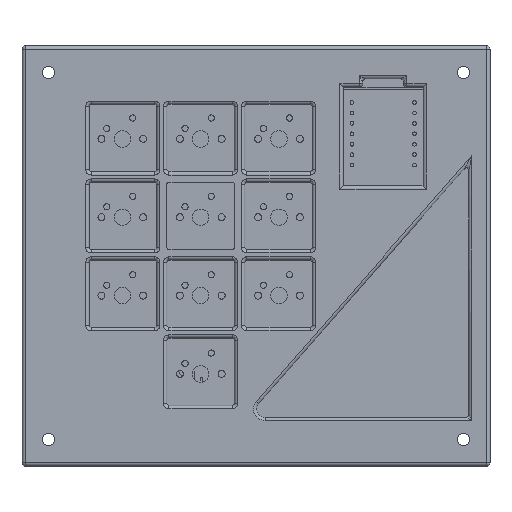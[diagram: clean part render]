
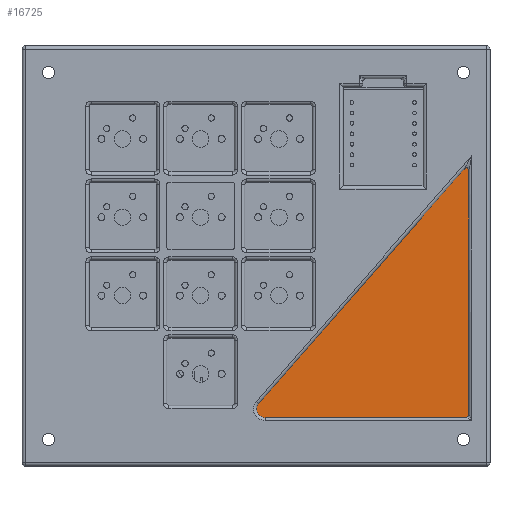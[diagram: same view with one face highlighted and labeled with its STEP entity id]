
A CAD part, front view. The second image highlights one B-rep face of the part: STEP entity #16725.
In plain terms, the highlighted planar face has unit normal (0, -1, 0).
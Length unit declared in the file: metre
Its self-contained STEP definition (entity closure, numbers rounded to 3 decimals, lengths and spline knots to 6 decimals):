
#925=CIRCLE('',#17990,0.002058);
#1292=B_SPLINE_CURVE_WITH_KNOTS('',3,(#24185,#24186,#24187,#24188,#24189),
 .UNSPECIFIED.,.F.,.F.,(4,1,4),(0.,0.000588,0.001176),
 .UNSPECIFIED.);
#1293=B_SPLINE_CURVE_WITH_KNOTS('',3,(#24193,#24194,#24195,#24196,#24197,
#24198,#24199,#24200,#24201),.UNSPECIFIED.,.F.,.F.,(4,1,1,1,1,1,4),(0.,
0.000553,0.00083,0.001106,0.001383,
0.001659,0.002212),.UNSPECIFIED.);
#3023=ORIENTED_EDGE('',*,*,#7569,.T.);
#3024=ORIENTED_EDGE('',*,*,#7570,.T.);
#3025=ORIENTED_EDGE('',*,*,#7571,.T.);
#3026=ORIENTED_EDGE('',*,*,#7572,.T.);
#3027=ORIENTED_EDGE('',*,*,#7573,.T.);
#3028=ORIENTED_EDGE('',*,*,#7574,.T.);
#7569=EDGE_CURVE('',#9892,#9893,#11389,.F.);
#7570=EDGE_CURVE('',#9893,#9894,#1292,.T.);
#7571=EDGE_CURVE('',#9894,#9895,#11390,.F.);
#7572=EDGE_CURVE('',#9895,#9896,#1293,.T.);
#7573=EDGE_CURVE('',#9896,#9897,#11391,.F.);
#7574=EDGE_CURVE('',#9897,#9892,#925,.T.);
#9892=VERTEX_POINT('',#24183);
#9893=VERTEX_POINT('',#24184);
#9894=VERTEX_POINT('',#24190);
#9895=VERTEX_POINT('',#24192);
#9896=VERTEX_POINT('',#24202);
#9897=VERTEX_POINT('',#24204);
#11389=LINE('',#24182,#12744);
#11390=LINE('',#24191,#12745);
#11391=LINE('',#24203,#12746);
#12744=VECTOR('',#20021,1.);
#12745=VECTOR('',#20022,1.);
#12746=VECTOR('',#20023,1.);
#13988=EDGE_LOOP('',(#3023,#3024,#3025,#3026,#3027,#3028));
#15213=FACE_BOUND('',#13988,.T.);
#16245=PLANE('',#17989);
#16725=ADVANCED_FACE('',(#15213),#16245,.T.);
#17989=AXIS2_PLACEMENT_3D('',#24181,#20019,#20020);
#17990=AXIS2_PLACEMENT_3D('',#24205,#20024,#20025);
#20019=DIRECTION('',(0.,-1.,0.));
#20020=DIRECTION('',(1.,0.,0.));
#20021=DIRECTION('',(-1.,0.,0.));
#20022=DIRECTION('',(0.,0.,-1.));
#20023=DIRECTION('',(0.659,0.,0.752));
#20024=DIRECTION('',(0.,-1.,0.));
#20025=DIRECTION('',(0.,0.,-1.));
#24181=CARTESIAN_POINT('',(-0.00126,-0.001,-0.001785));
#24182=CARTESIAN_POINT('',(0.000937,-0.001,-0.041065));
#24183=CARTESIAN_POINT('',(0.000937,-0.001,-0.041065));
#24184=CARTESIAN_POINT('',(0.049763,-0.001,-0.041065));
#24185=CARTESIAN_POINT('',(0.049763,-0.001,-0.041065));
#24186=CARTESIAN_POINT('',(0.049961,-0.001,-0.041065));
#24187=CARTESIAN_POINT('',(0.050371,-0.001,-0.040932));
#24188=CARTESIAN_POINT('',(0.050505,-0.001,-0.040522));
#24189=CARTESIAN_POINT('',(0.050505,-0.001,-0.040323));
#24190=CARTESIAN_POINT('',(0.050505,-0.001,-0.040323));
#24191=CARTESIAN_POINT('',(0.050505,-0.001,-0.010262));
#24192=CARTESIAN_POINT('',(0.050505,-0.001,0.018668));
#24193=CARTESIAN_POINT('',(0.050505,-0.001,0.018668));
#24194=CARTESIAN_POINT('',(0.050505,-0.001,0.018854));
#24195=CARTESIAN_POINT('',(0.050474,-0.001,0.01913));
#24196=CARTESIAN_POINT('',(0.050357,-0.001,0.019482));
#24197=CARTESIAN_POINT('',(0.050154,-0.001,0.019705));
#24198=CARTESIAN_POINT('',(0.049854,-0.001,0.019672));
#24199=CARTESIAN_POINT('',(0.049534,-0.001,0.019484));
#24200=CARTESIAN_POINT('',(0.049328,-0.001,0.019296));
#24201=CARTESIAN_POINT('',(0.049205,-0.001,0.019157));
#24202=CARTESIAN_POINT('',(0.049205,-0.001,0.019157));
#24203=CARTESIAN_POINT('',(0.050505,-0.001,0.020638));
#24204=CARTESIAN_POINT('',(-0.000611,-0.001,-0.037649));
#24205=CARTESIAN_POINT('',(0.000937,-0.001,-0.039006));
